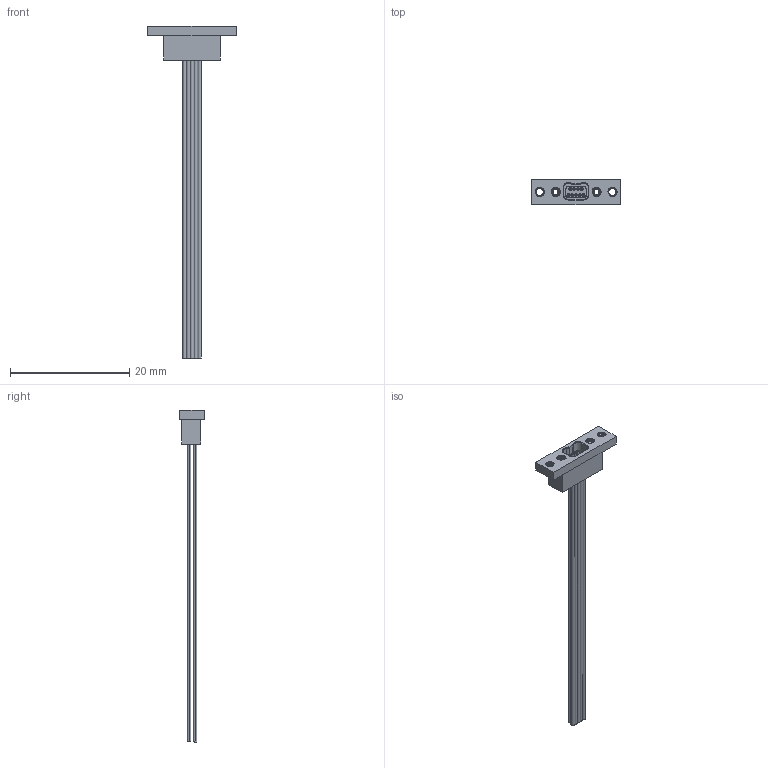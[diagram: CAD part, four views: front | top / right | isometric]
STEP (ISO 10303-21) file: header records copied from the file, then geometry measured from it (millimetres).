
FILE_DESCRIPTION (( 'STEP AP214' ), '1' );
FILE_NAME ('A29600-009 REV F.STEP', '2021-02-26T16:32:42', ( '' ), ( '' ), 'SwSTEP 2.0', 'SolidWorks 2019', '' );
FILE_SCHEMA (( 'AUTOMOTIVE_DESIGN' ));
Length unit declared in the file: inch
Products named in the file (1): A29600-009 REV F
Bounding box: 14.86 x 4.2 x 55.66 mm (x, y, z)
Volume: 308.5 mm3; surface area: 1359.7 mm2
Topology: 1 solids, 10 shells, 480 faces, 1183 edges, 766 vertices
Faces by surface type: plane 190, cylinder 176, bspline 60, torus 36, cone 18
Entity records: 26793 total; most frequent: CARTESIAN_POINT 9572, ORIENTED_EDGE 2366, DIRECTION 2121, EDGE_CURVE 1183, VERTEX_POINT 766, AXIS2_PLACEMENT_3D 761, LINE 599, VECTOR 599
